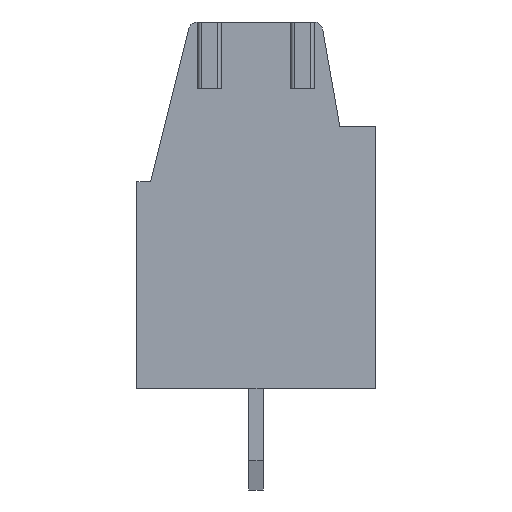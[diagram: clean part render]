
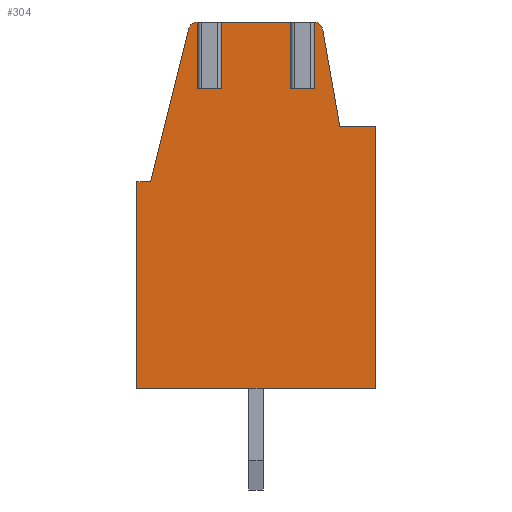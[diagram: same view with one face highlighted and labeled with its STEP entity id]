
A CAD part, left-side view. The second image highlights one B-rep face of the part: STEP entity #304.
In plain terms, the highlighted planar face has unit normal (-1, 0, 0).
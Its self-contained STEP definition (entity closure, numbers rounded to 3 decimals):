
#304 = ADVANCED_FACE( '', ( #878 ), #879, .T. );
#878 = FACE_OUTER_BOUND( '', #1775, .T. );
#879 = PLANE( '', #1776 );
#1775 = EDGE_LOOP( '', ( #2687, #2688, #2689, #2690, #2691, #2692, #2693, #2694, #2695, #2696, #2697, #2698, #2699, #2700, #2701, #2702, #2703, #2704 ) );
#1776 = AXIS2_PLACEMENT_3D( '', #2705, #2706, #2707 );
#2687 = ORIENTED_EDGE( '', *, *, #5284, .T. );
#2688 = ORIENTED_EDGE( '', *, *, #5285, .T. );
#2689 = ORIENTED_EDGE( '', *, *, #5286, .T. );
#2690 = ORIENTED_EDGE( '', *, *, #5264, .T. );
#2691 = ORIENTED_EDGE( '', *, *, #5287, .T. );
#2692 = ORIENTED_EDGE( '', *, *, #5288, .T. );
#2693 = ORIENTED_EDGE( '', *, *, #5289, .T. );
#2694 = ORIENTED_EDGE( '', *, *, #5290, .F. );
#2695 = ORIENTED_EDGE( '', *, *, #5291, .T. );
#2696 = ORIENTED_EDGE( '', *, *, #5292, .T. );
#2697 = ORIENTED_EDGE( '', *, *, #5293, .T. );
#2698 = ORIENTED_EDGE( '', *, *, #5294, .F. );
#2699 = ORIENTED_EDGE( '', *, *, #5295, .F. );
#2700 = ORIENTED_EDGE( '', *, *, #5296, .T. );
#2701 = ORIENTED_EDGE( '', *, *, #5297, .F. );
#2702 = ORIENTED_EDGE( '', *, *, #5298, .T. );
#2703 = ORIENTED_EDGE( '', *, *, #5299, .T. );
#2704 = ORIENTED_EDGE( '', *, *, #5300, .T. );
#2705 = CARTESIAN_POINT( '', ( -31.879, 241.943, -29.87 ) );
#2706 = DIRECTION( '', ( -1., 0., 0. ) );
#2707 = DIRECTION( '', ( 0., -1., 0. ) );
#5264 = EDGE_CURVE( '', #6288, #6285, #6289, .T. );
#5284 = EDGE_CURVE( '', #6326, #6327, #6328, .T. );
#5285 = EDGE_CURVE( '', #6327, #6329, #6330, .T. );
#5286 = EDGE_CURVE( '', #6329, #6288, #6331, .T. );
#5287 = EDGE_CURVE( '', #6285, #6332, #6333, .T. );
#5288 = EDGE_CURVE( '', #6332, #6334, #6335, .T. );
#5289 = EDGE_CURVE( '', #6334, #6336, #6337, .T. );
#5290 = EDGE_CURVE( '', #6338, #6336, #6339, .T. );
#5291 = EDGE_CURVE( '', #6338, #6340, #6341, .T. );
#5292 = EDGE_CURVE( '', #6340, #6342, #6343, .T. );
#5293 = EDGE_CURVE( '', #6342, #6344, #6345, .T. );
#5294 = EDGE_CURVE( '', #6346, #6344, #6347, .T. );
#5295 = EDGE_CURVE( '', #6348, #6346, #6349, .T. );
#5296 = EDGE_CURVE( '', #6348, #6350, #6351, .T. );
#5297 = EDGE_CURVE( '', #6352, #6350, #6353, .T. );
#5298 = EDGE_CURVE( '', #6352, #6354, #6355, .T. );
#5299 = EDGE_CURVE( '', #6354, #6356, #6357, .T. );
#5300 = EDGE_CURVE( '', #6356, #6326, #6358, .T. );
#6285 = VERTEX_POINT( '', #7807 );
#6288 = VERTEX_POINT( '', #7811 );
#6289 = LINE( '', #7812, #7813 );
#6326 = VERTEX_POINT( '', #7868 );
#6327 = VERTEX_POINT( '', #7869 );
#6328 = LINE( '', #7870, #7871 );
#6329 = VERTEX_POINT( '', #7872 );
#6330 = LINE( '', #7873, #7874 );
#6331 = LINE( '', #7875, #7876 );
#6332 = VERTEX_POINT( '', #7877 );
#6333 = LINE( '', #7878, #7879 );
#6334 = VERTEX_POINT( '', #7880 );
#6335 = CIRCLE( '', #7881, 0.3 );
#6336 = VERTEX_POINT( '', #7882 );
#6337 = LINE( '', #7883, #7884 );
#6338 = VERTEX_POINT( '', #7885 );
#6339 = LINE( '', #7886, #7887 );
#6340 = VERTEX_POINT( '', #7888 );
#6341 = LINE( '', #7889, #7890 );
#6342 = VERTEX_POINT( '', #7891 );
#6343 = LINE( '', #7892, #7893 );
#6344 = VERTEX_POINT( '', #7894 );
#6345 = LINE( '', #7895, #7896 );
#6346 = VERTEX_POINT( '', #7897 );
#6347 = LINE( '', #7898, #7899 );
#6348 = VERTEX_POINT( '', #7900 );
#6349 = LINE( '', #7901, #7902 );
#6350 = VERTEX_POINT( '', #7903 );
#6351 = LINE( '', #7904, #7905 );
#6352 = VERTEX_POINT( '', #7906 );
#6353 = LINE( '', #7907, #7908 );
#6354 = VERTEX_POINT( '', #7909 );
#6355 = CIRCLE( '', #7910, 0.3 );
#6356 = VERTEX_POINT( '', #7911 );
#6357 = LINE( '', #7912, #7913 );
#6358 = LINE( '', #7914, #7915 );
#7807 = CARTESIAN_POINT( '', ( -31.879, 241.056, -33.17 ) );
#7811 = CARTESIAN_POINT( '', ( -31.879, 239.841, -33.17 ) );
#7812 = CARTESIAN_POINT( '', ( -31.879, 241.056, -33.17 ) );
#7813 = VECTOR( '', #10049, 1000. );
#7868 = CARTESIAN_POINT( '', ( -31.879, 248.041, -35.07 ) );
#7869 = CARTESIAN_POINT( '', ( -31.879, 248.041, -42.17 ) );
#7870 = CARTESIAN_POINT( '', ( -31.879, 248.041, -42.17 ) );
#7871 = VECTOR( '', #10068, 1000. );
#7872 = CARTESIAN_POINT( '', ( -31.879, 239.841, -42.17 ) );
#7873 = CARTESIAN_POINT( '', ( -31.879, 239.841, -42.17 ) );
#7874 = VECTOR( '', #10069, 1000. );
#7875 = CARTESIAN_POINT( '', ( -31.879, 239.841, -33.17 ) );
#7876 = VECTOR( '', #10070, 1000. );
#7877 = CARTESIAN_POINT( '', ( -31.879, 241.647, -29.817 ) );
#7878 = CARTESIAN_POINT( '', ( -31.879, 241.647, -29.817 ) );
#7879 = VECTOR( '', #10071, 1000. );
#7880 = CARTESIAN_POINT( '', ( -31.879, 241.943, -29.57 ) );
#7881 = AXIS2_PLACEMENT_3D( '', #10072, #10073, #10074 );
#7882 = CARTESIAN_POINT( '', ( -31.879, 241.972, -29.57 ) );
#7883 = CARTESIAN_POINT( '', ( -31.879, 245.957, -29.57 ) );
#7884 = VECTOR( '', #10075, 1000. );
#7885 = CARTESIAN_POINT( '', ( -31.879, 241.972, -31.87 ) );
#7886 = CARTESIAN_POINT( '', ( -31.879, 241.972, -42.171 ) );
#7887 = VECTOR( '', #10076, 1000. );
#7888 = CARTESIAN_POINT( '', ( -31.879, 242.719, -31.87 ) );
#7889 = CARTESIAN_POINT( '', ( -31.879, 242.748, -31.87 ) );
#7890 = VECTOR( '', #10077, 1000. );
#7891 = CARTESIAN_POINT( '', ( -31.879, 242.719, -29.57 ) );
#7892 = CARTESIAN_POINT( '', ( -31.879, 242.719, -42.171 ) );
#7893 = VECTOR( '', #10078, 1000. );
#7894 = CARTESIAN_POINT( '', ( -31.879, 245.172, -29.57 ) );
#7895 = CARTESIAN_POINT( '', ( -31.879, 245.957, -29.57 ) );
#7896 = VECTOR( '', #10079, 1000. );
#7897 = CARTESIAN_POINT( '', ( -31.879, 245.172, -31.87 ) );
#7898 = CARTESIAN_POINT( '', ( -31.879, 245.172, -42.171 ) );
#7899 = VECTOR( '', #10080, 1000. );
#7900 = CARTESIAN_POINT( '', ( -31.879, 245.919, -31.87 ) );
#7901 = CARTESIAN_POINT( '', ( -31.879, 245.143, -31.87 ) );
#7902 = VECTOR( '', #10081, 1000. );
#7903 = CARTESIAN_POINT( '', ( -31.879, 245.919, -29.57 ) );
#7904 = CARTESIAN_POINT( '', ( -31.879, 245.919, -42.171 ) );
#7905 = VECTOR( '', #10082, 1000. );
#7906 = CARTESIAN_POINT( '', ( -31.879, 245.957, -29.57 ) );
#7907 = CARTESIAN_POINT( '', ( -31.879, 245.957, -29.57 ) );
#7908 = VECTOR( '', #10083, 1000. );
#7909 = CARTESIAN_POINT( '', ( -31.879, 246.248, -29.797 ) );
#7910 = AXIS2_PLACEMENT_3D( '', #10084, #10085, #10086 );
#7911 = CARTESIAN_POINT( '', ( -31.879, 247.562, -35.07 ) );
#7912 = CARTESIAN_POINT( '', ( -31.879, 247.562, -35.07 ) );
#7913 = VECTOR( '', #10087, 1000. );
#7914 = CARTESIAN_POINT( '', ( -31.879, 248.041, -35.07 ) );
#7915 = VECTOR( '', #10088, 1000. );
#10049 = DIRECTION( '', ( 0., 1., 0. ) );
#10068 = DIRECTION( '', ( 0., 0., -1. ) );
#10069 = DIRECTION( '', ( 0., -1., 0. ) );
#10070 = DIRECTION( '', ( 0., 0., 1. ) );
#10071 = DIRECTION( '', ( 0., 0.174, 0.985 ) );
#10072 = CARTESIAN_POINT( '', ( -31.879, 241.943, -29.87 ) );
#10073 = DIRECTION( '', ( -1., 0., 0. ) );
#10074 = DIRECTION( '', ( 0., 0.643, -0.766 ) );
#10075 = DIRECTION( '', ( 0., 1., 0. ) );
#10076 = DIRECTION( '', ( 0., 0., 1. ) );
#10077 = DIRECTION( '', ( 0., 1., 0. ) );
#10078 = DIRECTION( '', ( 0., 0., 1. ) );
#10079 = DIRECTION( '', ( 0., 1., 0. ) );
#10080 = DIRECTION( '', ( 0., 0., 1. ) );
#10081 = DIRECTION( '', ( 0., -1., 0. ) );
#10082 = DIRECTION( '', ( 0., 0., 1. ) );
#10083 = DIRECTION( '', ( 0., -1., 0. ) );
#10084 = CARTESIAN_POINT( '', ( -31.879, 245.957, -29.87 ) );
#10085 = DIRECTION( '', ( -1., 0., 0. ) );
#10086 = DIRECTION( '', ( 0., -0.616, -0.788 ) );
#10087 = DIRECTION( '', ( 0., 0.242, -0.97 ) );
#10088 = DIRECTION( '', ( 0., 1., 0. ) );
